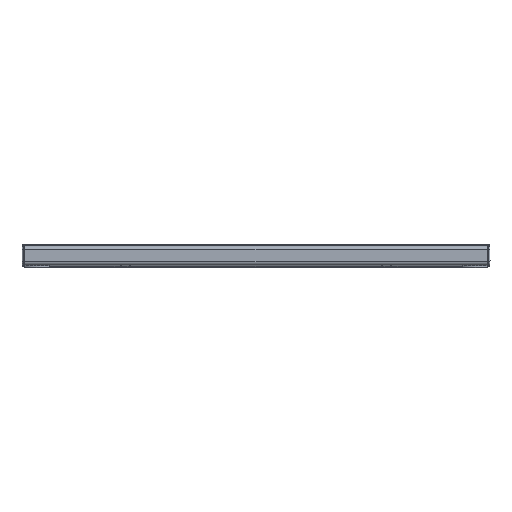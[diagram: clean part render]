
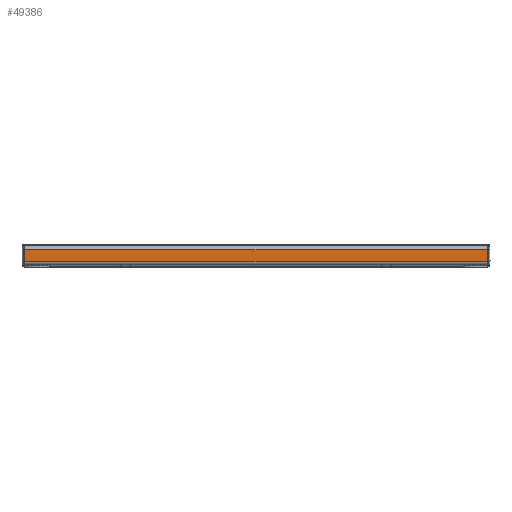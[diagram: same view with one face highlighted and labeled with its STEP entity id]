
A CAD part, front view. The second image highlights one B-rep face of the part: STEP entity #49386.
In plain terms, the highlighted planar face has unit normal (0, -1, 0).
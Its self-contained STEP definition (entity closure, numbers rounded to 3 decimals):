
#49366=AXIS2_PLACEMENT_3D('Plane Axis2P3D',#49363,#49364,#49365) ;
#46310=CARTESIAN_POINT('Vertex',(-354.,0.,12.)) ;
#46313=CARTESIAN_POINT('Line Origine',(-177.,0.,12.)) ;
#46317=CARTESIAN_POINT('Vertex',(0.,0.,12.)) ;
#49342=CARTESIAN_POINT('Vertex',(-354.,0.,3.)) ;
#49345=CARTESIAN_POINT('Line Origine',(-354.,0.,7.5)) ;
#49363=CARTESIAN_POINT('Axis2P3D Location',(0.,0.,15.)) ;
#49368=CARTESIAN_POINT('Line Origine',(-177.,0.,3.)) ;
#49372=CARTESIAN_POINT('Vertex',(0.,0.,3.)) ;
#49375=CARTESIAN_POINT('Line Origine',(0.,0.,7.5)) ;
#46314=DIRECTION('Vector Direction',(-1.,0.,0.)) ;
#49346=DIRECTION('Vector Direction',(0.,0.,-1.)) ;
#49364=DIRECTION('Axis2P3D Direction',(0.,1.,0.)) ;
#49365=DIRECTION('Axis2P3D XDirection',(0.,0.,-1.)) ;
#49369=DIRECTION('Vector Direction',(-1.,0.,0.)) ;
#49376=DIRECTION('Vector Direction',(0.,0.,-1.)) ;
#46315=VECTOR('Line Direction',#46314,1.) ;
#49347=VECTOR('Line Direction',#49346,1.) ;
#49370=VECTOR('Line Direction',#49369,1.) ;
#49377=VECTOR('Line Direction',#49376,1.) ;
#49381=ORIENTED_EDGE('',*,*,#49374,.F.) ;
#49382=ORIENTED_EDGE('',*,*,#49379,.F.) ;
#49383=ORIENTED_EDGE('',*,*,#46319,.T.) ;
#49384=ORIENTED_EDGE('',*,*,#49349,.T.) ;
#49386=ADVANCED_FACE('Brep With Voids',(#49385),#49367,.F.) ;
#46319=EDGE_CURVE('',#46318,#46311,#46316,.T.) ;
#49349=EDGE_CURVE('',#46311,#49343,#49348,.T.) ;
#49374=EDGE_CURVE('',#49373,#49343,#49371,.T.) ;
#49379=EDGE_CURVE('',#46318,#49373,#49378,.T.) ;
#49380=EDGE_LOOP('',(#49381,#49382,#49383,#49384)) ;
#49385=FACE_OUTER_BOUND('',#49380,.T.) ;
#46316=LINE('Line',#46313,#46315) ;
#49348=LINE('Line',#49345,#49347) ;
#49371=LINE('Line',#49368,#49370) ;
#49378=LINE('Line',#49375,#49377) ;
#49367=PLANE('Plane',#49366) ;
#46311=VERTEX_POINT('',#46310) ;
#46318=VERTEX_POINT('',#46317) ;
#49343=VERTEX_POINT('',#49342) ;
#49373=VERTEX_POINT('',#49372) ;
